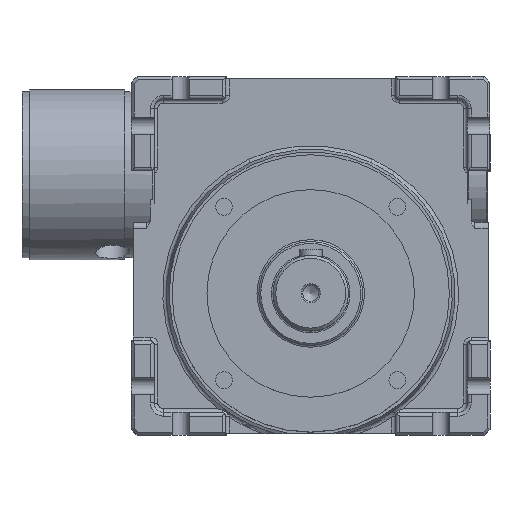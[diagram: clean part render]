
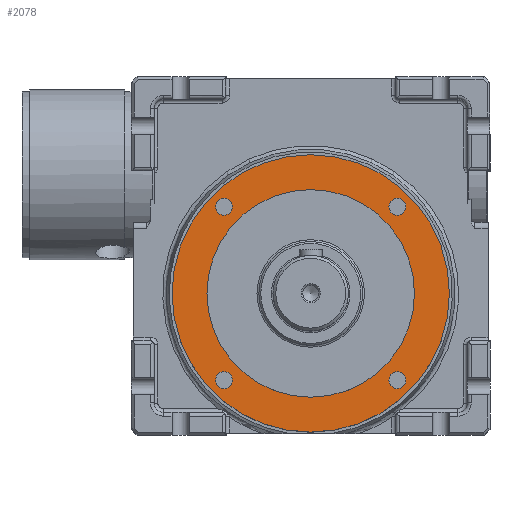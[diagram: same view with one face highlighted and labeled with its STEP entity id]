
A CAD part, top view. The second image highlights one B-rep face of the part: STEP entity #2078.
In plain terms, the highlighted planar face has unit normal (0, 0, 1).
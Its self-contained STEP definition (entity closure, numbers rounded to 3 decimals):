
#2078 = ADVANCED_FACE( '', ( #4673, #4674, #4675, #4676, #4677, #4678 ), #4679, .T. );
#4673 = FACE_OUTER_BOUND( '', #7681, .T. );
#4674 = FACE_BOUND( '', #7682, .T. );
#4675 = FACE_BOUND( '', #7683, .T. );
#4676 = FACE_BOUND( '', #7684, .T. );
#4677 = FACE_BOUND( '', #7685, .T. );
#4678 = FACE_BOUND( '', #7686, .T. );
#4679 = PLANE( '', #7687 );
#7681 = EDGE_LOOP( '', ( #13386 ) );
#7682 = EDGE_LOOP( '', ( #13387 ) );
#7683 = EDGE_LOOP( '', ( #13388 ) );
#7684 = EDGE_LOOP( '', ( #13389 ) );
#7685 = EDGE_LOOP( '', ( #13390 ) );
#7686 = EDGE_LOOP( '', ( #13391 ) );
#7687 = AXIS2_PLACEMENT_3D( '', #13392, #13393, #13394 );
#13386 = ORIENTED_EDGE( '', *, *, #16738, .F. );
#13387 = ORIENTED_EDGE( '', *, *, #17294, .T. );
#13388 = ORIENTED_EDGE( '', *, *, #16971, .F. );
#13389 = ORIENTED_EDGE( '', *, *, #17188, .F. );
#13390 = ORIENTED_EDGE( '', *, *, #17453, .F. );
#13391 = ORIENTED_EDGE( '', *, *, #16757, .F. );
#13392 = CARTESIAN_POINT( '', ( 576.359, 461.403, 94. ) );
#13393 = DIRECTION( '', ( 0., 0., 1. ) );
#13394 = DIRECTION( '', ( 1., 0., 0. ) );
#16738 = EDGE_CURVE( '', #20124, #20124, #20125, .T. );
#16757 = EDGE_CURVE( '', #20151, #20151, #20152, .T. );
#16971 = EDGE_CURVE( '', #20462, #20462, #20463, .T. );
#17188 = EDGE_CURVE( '', #20781, #20781, #20782, .T. );
#17294 = EDGE_CURVE( '', #20929, #20929, #20930, .T. );
#17453 = EDGE_CURVE( '', #21139, #21139, #21140, .T. );
#20124 = VERTEX_POINT( '', #29862 );
#20125 = CIRCLE( '', #29863, 73.5 );
#20151 = VERTEX_POINT( '', #29895 );
#20152 = CIRCLE( '', #29896, 4.5 );
#20462 = VERTEX_POINT( '', #31020 );
#20463 = CIRCLE( '', #31021, 4.5 );
#20781 = VERTEX_POINT( '', #32024 );
#20782 = CIRCLE( '', #32025, 4.5 );
#20929 = VERTEX_POINT( '', #32469 );
#20930 = CIRCLE( '', #32470, 55. );
#21139 = VERTEX_POINT( '', #33259 );
#21140 = CIRCLE( '', #33260, 4.5 );
#29862 = CARTESIAN_POINT( '', ( 576.359, 452.153, 94. ) );
#29863 = AXIS2_PLACEMENT_3D( '', #37591, #37592, #37593 );
#29895 = CARTESIAN_POINT( '', ( 525.897, 479.691, 94. ) );
#29896 = AXIS2_PLACEMENT_3D( '', #37618, #37619, #37620 );
#31020 = CARTESIAN_POINT( '', ( 530.397, 576.115, 94. ) );
#31021 = AXIS2_PLACEMENT_3D( '', #37868, #37869, #37870 );
#32024 = CARTESIAN_POINT( '', ( 622.321, 475.191, 94. ) );
#32025 = AXIS2_PLACEMENT_3D( '', #38130, #38131, #38132 );
#32469 = CARTESIAN_POINT( '', ( 576.359, 470.653, 94. ) );
#32470 = AXIS2_PLACEMENT_3D( '', #38250, #38251, #38252 );
#33259 = CARTESIAN_POINT( '', ( 626.821, 571.615, 94. ) );
#33260 = AXIS2_PLACEMENT_3D( '', #38416, #38417, #38418 );
#37591 = CARTESIAN_POINT( '', ( 576.359, 525.653, 94. ) );
#37592 = DIRECTION( '', ( 0., 0., -1. ) );
#37593 = DIRECTION( '', ( 0., -1., 0. ) );
#37618 = CARTESIAN_POINT( '', ( 530.397, 479.691, 94. ) );
#37619 = DIRECTION( '', ( 0., 0., 1. ) );
#37620 = DIRECTION( '', ( -1., 0., 0. ) );
#37868 = CARTESIAN_POINT( '', ( 530.397, 571.615, 94. ) );
#37869 = DIRECTION( '', ( 0., 0., 1. ) );
#37870 = DIRECTION( '', ( 0., 1., 0. ) );
#38130 = CARTESIAN_POINT( '', ( 622.321, 479.691, 94. ) );
#38131 = DIRECTION( '', ( 0., 0., 1. ) );
#38132 = DIRECTION( '', ( 0., -1., 0. ) );
#38250 = CARTESIAN_POINT( '', ( 576.359, 525.653, 94. ) );
#38251 = DIRECTION( '', ( 0., 0., -1. ) );
#38252 = DIRECTION( '', ( 0., -1., 0. ) );
#38416 = CARTESIAN_POINT( '', ( 622.321, 571.615, 94. ) );
#38417 = DIRECTION( '', ( 0., 0., 1. ) );
#38418 = DIRECTION( '', ( 1., 0., 0. ) );
